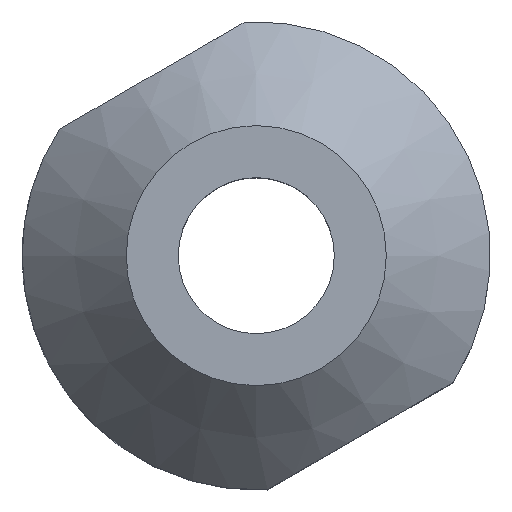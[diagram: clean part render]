
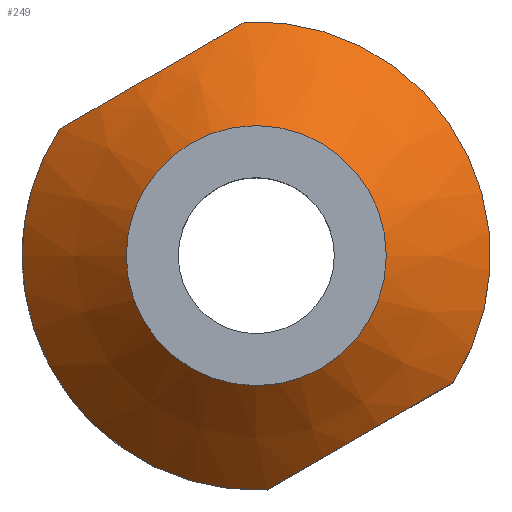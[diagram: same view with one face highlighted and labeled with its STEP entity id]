
A CAD part, top view. The second image highlights one B-rep face of the part: STEP entity #249.
In plain terms, the highlighted conical face has half-angle 45 degrees and reference radius 4.5 mm.
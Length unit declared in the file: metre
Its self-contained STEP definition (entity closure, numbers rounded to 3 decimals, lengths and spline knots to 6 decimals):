
#12=B_SPLINE_CURVE_WITH_KNOTS('',3,(#400,#401,#402,#403,#404,#405),
 .UNSPECIFIED.,.F.,.F.,(4,1,1,4),(0.,0.001061,
0.002123,0.004245),.UNSPECIFIED.);
#13=B_SPLINE_CURVE_WITH_KNOTS('',3,(#407,#408,#409,#410,#411,#412),
 .UNSPECIFIED.,.F.,.F.,(4,1,1,4),(0.,0.001061,
0.002123,0.004245),.UNSPECIFIED.);
#14=CONICAL_SURFACE('',#282,0.0045,0.785);
#20=CIRCLE('',#278,0.0045);
#22=CIRCLE('',#281,0.0025);
#23=CIRCLE('',#283,0.0045);
#41=ORIENTED_EDGE('',*,*,#106,.F.);
#42=ORIENTED_EDGE('',*,*,#101,.T.);
#43=ORIENTED_EDGE('',*,*,#107,.F.);
#44=ORIENTED_EDGE('',*,*,#108,.T.);
#45=ORIENTED_EDGE('',*,*,#105,.F.);
#101=EDGE_CURVE('',#134,#135,#20,.T.);
#105=EDGE_CURVE('',#137,#137,#22,.F.);
#106=EDGE_CURVE('',#134,#138,#12,.T.);
#107=EDGE_CURVE('',#139,#135,#13,.T.);
#108=EDGE_CURVE('',#139,#138,#23,.T.);
#134=VERTEX_POINT('',#390);
#135=VERTEX_POINT('',#391);
#137=VERTEX_POINT('',#398);
#138=VERTEX_POINT('',#406);
#139=VERTEX_POINT('',#413);
#200=EDGE_LOOP('',(#41,#42,#43,#44));
#201=EDGE_LOOP('',(#45));
#220=FACE_BOUND('',#200,.T.);
#221=FACE_BOUND('',#201,.T.);
#249=ADVANCED_FACE('',(#220,#221),#14,.T.);
#278=AXIS2_PLACEMENT_3D('',#389,#314,#315);
#281=AXIS2_PLACEMENT_3D('',#397,#322,#323);
#282=AXIS2_PLACEMENT_3D('',#399,#324,#325);
#283=AXIS2_PLACEMENT_3D('',#414,#326,#327);
#314=DIRECTION('',(0.,0.,1.));
#315=DIRECTION('',(1.,0.,0.));
#322=DIRECTION('',(0.,0.,-1.));
#323=DIRECTION('',(-1.,0.,0.));
#324=DIRECTION('',(0.,0.,-1.));
#325=DIRECTION('',(-1.,0.,0.));
#326=DIRECTION('',(0.,0.,1.));
#327=DIRECTION('',(1.,0.,0.));
#389=CARTESIAN_POINT('',(0.0197,0.,-0.0022));
#390=CARTESIAN_POINT('',(0.023485,-0.002433,-0.0022));
#391=CARTESIAN_POINT('',(0.019485,0.004495,-0.0022));
#397=CARTESIAN_POINT('',(0.0197,0.,-0.0002));
#398=CARTESIAN_POINT('',(0.0172,0.,-0.0002));
#399=CARTESIAN_POINT('',(0.0197,0.,-0.0022));
#400=CARTESIAN_POINT('',(0.023485,-0.002433,-0.0022));
#401=CARTESIAN_POINT('',(0.023203,-0.002596,-0.002051));
#402=CARTESIAN_POINT('',(0.02263,-0.002927,-0.001801));
#403=CARTESIAN_POINT('',(0.021387,-0.003645,-0.001599));
#404=CARTESIAN_POINT('',(0.020481,-0.004168,-0.0019));
#405=CARTESIAN_POINT('',(0.019915,-0.004495,-0.0022));
#406=CARTESIAN_POINT('',(0.019915,-0.004495,-0.0022));
#407=CARTESIAN_POINT('',(0.015915,0.002433,-0.0022));
#408=CARTESIAN_POINT('',(0.016197,0.002596,-0.002051));
#409=CARTESIAN_POINT('',(0.01677,0.002927,-0.001801));
#410=CARTESIAN_POINT('',(0.018013,0.003645,-0.001599));
#411=CARTESIAN_POINT('',(0.018919,0.004168,-0.0019));
#412=CARTESIAN_POINT('',(0.019485,0.004495,-0.0022));
#413=CARTESIAN_POINT('',(0.015915,0.002433,-0.0022));
#414=CARTESIAN_POINT('',(0.0197,0.,-0.0022));
